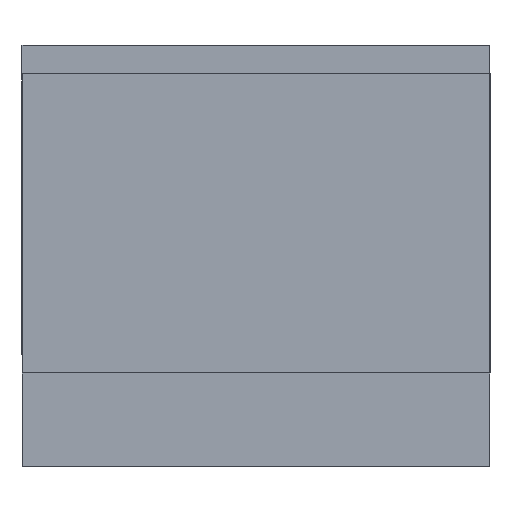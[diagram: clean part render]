
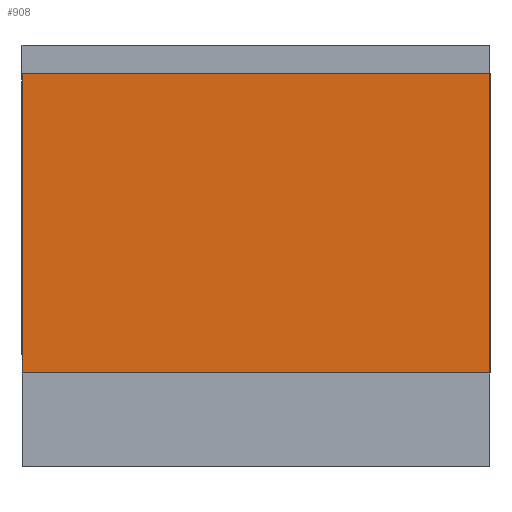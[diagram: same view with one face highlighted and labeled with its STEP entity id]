
A CAD part, left-side view. The second image highlights one B-rep face of the part: STEP entity #908.
In plain terms, the highlighted planar face has unit normal (-1, 0, 0).
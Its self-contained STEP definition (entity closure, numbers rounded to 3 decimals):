
#182=ORIENTED_EDGE('',*,*,#361,.F.);
#183=ORIENTED_EDGE('',*,*,#364,.F.);
#184=ORIENTED_EDGE('',*,*,#351,.T.);
#185=ORIENTED_EDGE('',*,*,#337,.T.);
#337=EDGE_CURVE('',#442,#441,#537,.T.);
#351=EDGE_CURVE('',#454,#442,#551,.T.);
#361=EDGE_CURVE('',#461,#441,#561,.T.);
#364=EDGE_CURVE('',#454,#461,#564,.T.);
#441=VERTEX_POINT('',#1407);
#442=VERTEX_POINT('',#1409);
#454=VERTEX_POINT('',#1437);
#461=VERTEX_POINT('',#1454);
#537=LINE('',#1408,#657);
#551=LINE('',#1436,#671);
#561=LINE('',#1455,#681);
#564=LINE('',#1460,#684);
#657=VECTOR('',#1159,1000.);
#671=VECTOR('',#1177,1000.);
#681=VECTOR('',#1189,1000.);
#684=VECTOR('',#1196,1000.);
#752=EDGE_LOOP('',(#182,#183,#184,#185));
#804=FACE_BOUND('',#752,.T.);
#856=PLANE('',#1032);
#908=ADVANCED_FACE('',(#804),#856,.T.);
#1032=AXIS2_PLACEMENT_3D('',#1461,#1197,#1198);
#1159=DIRECTION('',(0.,1.,0.));
#1177=DIRECTION('',(0.,0.,1.));
#1189=DIRECTION('',(0.,0.,1.));
#1196=DIRECTION('',(0.,1.,0.));
#1197=DIRECTION('',(-1.,0.,0.));
#1198=DIRECTION('',(0.,0.,1.));
#1407=CARTESIAN_POINT('',(-0.5,0.25,0.32));
#1408=CARTESIAN_POINT('',(-0.5,-0.25,0.32));
#1409=CARTESIAN_POINT('',(-0.5,-0.25,0.32));
#1436=CARTESIAN_POINT('',(-0.5,-0.25,0.));
#1437=CARTESIAN_POINT('',(-0.5,-0.25,0.));
#1454=CARTESIAN_POINT('',(-0.5,0.25,0.));
#1455=CARTESIAN_POINT('',(-0.5,0.25,0.));
#1460=CARTESIAN_POINT('',(-0.5,-0.25,0.));
#1461=CARTESIAN_POINT('',(-0.5,-0.25,0.));
